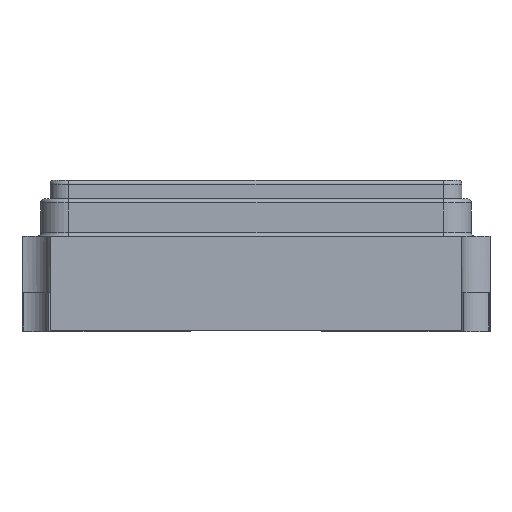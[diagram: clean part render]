
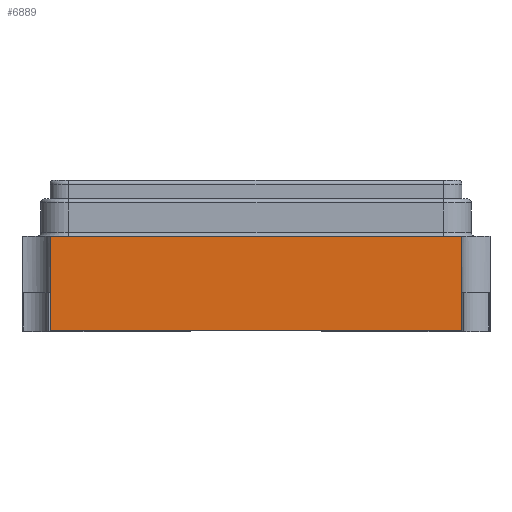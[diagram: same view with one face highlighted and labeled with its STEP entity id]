
A CAD part, left-side view. The second image highlights one B-rep face of the part: STEP entity #6889.
In plain terms, the highlighted planar face has unit normal (-1, 0, 0).
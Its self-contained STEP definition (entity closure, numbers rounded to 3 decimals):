
#407=PLANE('',#7338);
#627=FACE_OUTER_BOUND('',#1016,.T.);
#1016=EDGE_LOOP('',(#4791,#4792,#4793,#4794));
#1488=LINE('',#9775,#2179);
#1552=LINE('',#10127,#2243);
#1564=LINE('',#10153,#2255);
#1565=LINE('',#10154,#2256);
#2179=VECTOR('',#7904,1.);
#2243=VECTOR('',#7992,1.);
#2255=VECTOR('',#8016,1.);
#2256=VECTOR('',#8017,1.);
#3034=VERTEX_POINT('',#9772);
#3035=VERTEX_POINT('',#9774);
#3111=VERTEX_POINT('',#10126);
#3119=VERTEX_POINT('',#10152);
#3689=EDGE_CURVE('',#3035,#3034,#1488,.T.);
#3771=EDGE_CURVE('',#3111,#3035,#1552,.T.);
#3784=EDGE_CURVE('',#3111,#3119,#1564,.T.);
#3785=EDGE_CURVE('',#3034,#3119,#1565,.T.);
#4791=ORIENTED_EDGE('',*,*,#3784,.F.);
#4792=ORIENTED_EDGE('',*,*,#3771,.T.);
#4793=ORIENTED_EDGE('',*,*,#3689,.T.);
#4794=ORIENTED_EDGE('',*,*,#3785,.T.);
#6889=ADVANCED_FACE('',(#627),#407,.F.);
#7338=AXIS2_PLACEMENT_3D('',#10151,#8014,#8015);
#7904=DIRECTION('',(0.,-1.,0.));
#7992=DIRECTION('',(0.,0.,-1.));
#8014=DIRECTION('center_axis',(1.,0.,0.));
#8015=DIRECTION('ref_axis',(0.,0.,-1.));
#8016=DIRECTION('',(0.,-1.,0.));
#8017=DIRECTION('',(0.,0.,1.));
#9772=CARTESIAN_POINT('',(-1.6,-1.1,0.01));
#9774=CARTESIAN_POINT('',(-1.6,1.1,0.01));
#9775=CARTESIAN_POINT('',(-1.6,1.25,0.01));
#10126=CARTESIAN_POINT('',(-1.6,1.1,0.51));
#10127=CARTESIAN_POINT('',(-1.6,1.1,0.01));
#10151=CARTESIAN_POINT('Origin',(-1.6,1.25,0.51));
#10152=CARTESIAN_POINT('',(-1.6,-1.1,0.51));
#10153=CARTESIAN_POINT('',(-1.6,1.25,0.51));
#10154=CARTESIAN_POINT('',(-1.6,-1.1,0.01));
